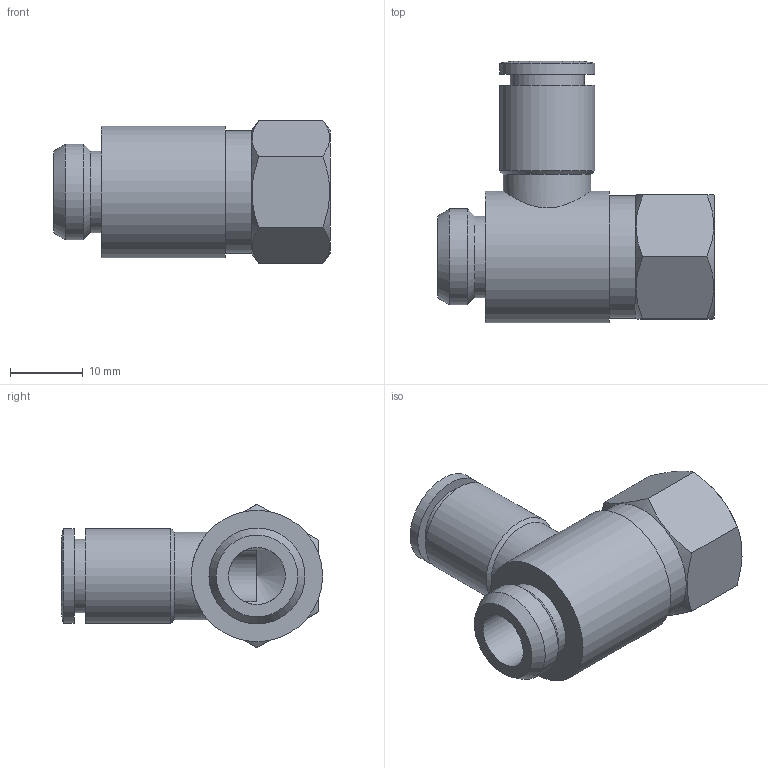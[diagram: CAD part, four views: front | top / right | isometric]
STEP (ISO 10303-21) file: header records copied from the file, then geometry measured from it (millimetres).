
FILE_DESCRIPTION(/* description */ ('Unknown'),/* implementation_level */ '2;1');
FILE_NAME(/* name */ 'MRFC.08.1;4',/* time_stamp */ '2021-12-14T11:12:47-05:00',/* author */ ('Unknown'),/* organization */ ('Unknown'),/* preprocessor_version */ 'ST-DEVELOPER v16.7',/* originating_system */ 'Solid Edge',/* authorisation */ 'Unknown');
FILE_SCHEMA (('AUTOMOTIVE_DESIGN {1 0 10303 214 3 1 1}'));
Length unit declared in the file: millimetre
Products named in the file (1): MRFC.08.1;4
Bounding box: 37.9 x 35.8 x 19.63 mm (x, y, z)
Volume: 8769.2 mm3; surface area: 4482.5 mm2
Topology: 1 solids, 1 shells, 40 faces, 85 edges, 53 vertices
Faces by surface type: plane 20, cylinder 12, cone 8
Full cylindrical faces by diameter (mm): 7 x1, 7.5 x1, 7.8 x1, 8 x1, 10.1 x1, 11.2 x1, 12 x1, 13 x2, 13.157 x1, 16.8 x1, 18 x1
Entity records: 1311 total; most frequent: CARTESIAN_POINT 243, DIRECTION 158, ORIENTED_EDGE 124, AXIS2_PLACEMENT_3D 71, EDGE_LOOP 68, FACE_BOUND 68, EDGE_CURVE 62, VERTEX_POINT 50
